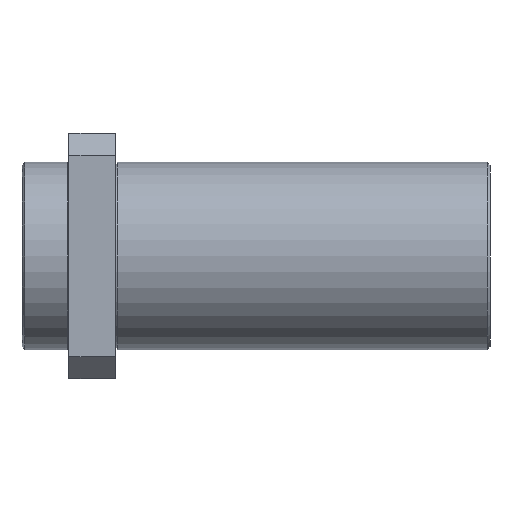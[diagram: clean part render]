
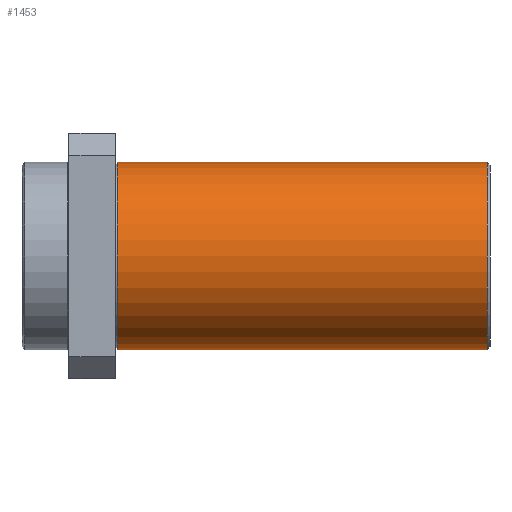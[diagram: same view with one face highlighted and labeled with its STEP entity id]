
A CAD part, front view. The second image highlights one B-rep face of the part: STEP entity #1453.
In plain terms, the highlighted cylindrical face has radius 16 mm (diameter 32 mm), a partial arc.
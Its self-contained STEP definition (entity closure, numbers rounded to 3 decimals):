
#89 = CARTESIAN_POINT ( 'NONE',  ( 71.5, 0., -16. ) ) ;
#90 = CARTESIAN_POINT ( 'NONE',  ( 71.5, 0., 16. ) ) ;
#169 = CARTESIAN_POINT ( 'NONE',  ( -8., 0., 0. ) ) ;
#172 = DIRECTION ( 'NONE',  ( 1., 0., 0. ) ) ;
#173 = DIRECTION ( 'NONE',  ( 0., 0., -1. ) ) ;
#305 = CARTESIAN_POINT ( 'NONE',  ( 8.3, 0., 16. ) ) ;
#308 = CARTESIAN_POINT ( 'NONE',  ( 8.3, 0., -16. ) ) ;
#350 = EDGE_CURVE ( 'NONE', #1618, #945, #493, .T. ) ;
#353 = EDGE_CURVE ( 'NONE', #1621, #943, #471, .T. ) ;
#402 = EDGE_CURVE ( 'NONE', #943, #945, #1051, .T. ) ;
#405 = EDGE_CURVE ( 'NONE', #1621, #1618, #1074, .T. ) ;
#413 = AXIS2_PLACEMENT_3D ( 'NONE', #1221, #1230, #1232 ) ;
#467 = VECTOR ( 'NONE', #928, 1000. ) ;
#471 = LINE ( 'NONE', #929, #467 ) ;
#478 = VECTOR ( 'NONE', #940, 1000. ) ;
#493 = LINE ( 'NONE', #944, #478 ) ;
#556 = EDGE_LOOP ( 'NONE', ( #684, #683, #675, #674 ) ) ;
#674 = ORIENTED_EDGE ( 'NONE', *, *, #402, .T. ) ;
#675 = ORIENTED_EDGE ( 'NONE', *, *, #353, .T. ) ;
#683 = ORIENTED_EDGE ( 'NONE', *, *, #405, .F. ) ;
#684 = ORIENTED_EDGE ( 'NONE', *, *, #350, .F. ) ;
#928 = DIRECTION ( 'NONE',  ( 1., 0., 0. ) ) ;
#929 = CARTESIAN_POINT ( 'NONE',  ( -8., 0., -16. ) ) ;
#940 = DIRECTION ( 'NONE',  ( 1., 0., 0. ) ) ;
#943 = VERTEX_POINT ( 'NONE', #89 ) ;
#944 = CARTESIAN_POINT ( 'NONE',  ( -8., 0., 16. ) ) ;
#945 = VERTEX_POINT ( 'NONE', #90 ) ;
#1051 = CIRCLE ( 'NONE', #413, 16. ) ;
#1074 = CIRCLE ( 'NONE', #1329, 16. ) ;
#1087 = FACE_OUTER_BOUND ( 'NONE', #556, .T. ) ;
#1142 = CYLINDRICAL_SURFACE ( 'NONE', #1378, 16. ) ;
#1221 = CARTESIAN_POINT ( 'NONE',  ( 71.5, 0., 0. ) ) ;
#1230 = DIRECTION ( 'NONE',  ( -1., 0., 0. ) ) ;
#1232 = DIRECTION ( 'NONE',  ( 0., 0., -1. ) ) ;
#1233 = CARTESIAN_POINT ( 'NONE',  ( 8.3, 0., 0. ) ) ;
#1243 = DIRECTION ( 'NONE',  ( -1., 0., 0. ) ) ;
#1244 = DIRECTION ( 'NONE',  ( 0., 0., 1. ) ) ;
#1329 = AXIS2_PLACEMENT_3D ( 'NONE', #1233, #1243, #1244 ) ;
#1378 = AXIS2_PLACEMENT_3D ( 'NONE', #169, #172, #173 ) ;
#1453 = ADVANCED_FACE ( 'NONE', ( #1087 ), #1142, .T. ) ;
#1618 = VERTEX_POINT ( 'NONE', #305 ) ;
#1621 = VERTEX_POINT ( 'NONE', #308 ) ;
